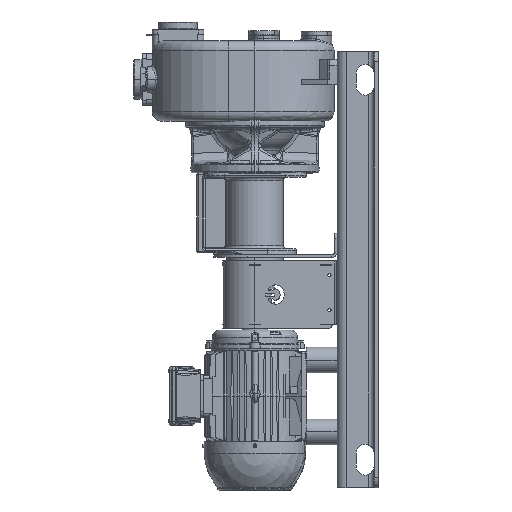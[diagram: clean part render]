
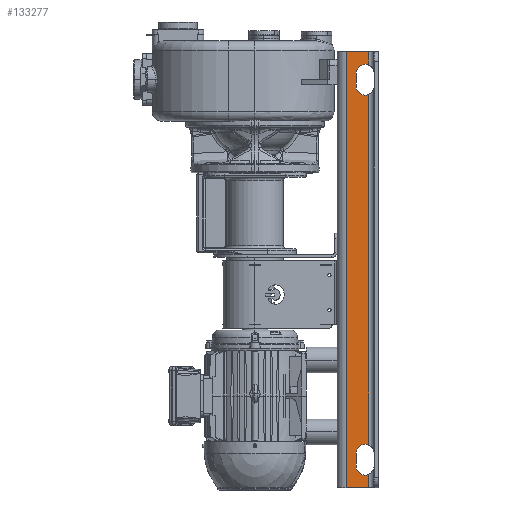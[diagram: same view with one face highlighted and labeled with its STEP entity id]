
A CAD part, left-side view. The second image highlights one B-rep face of the part: STEP entity #133277.
In plain terms, the highlighted planar face has unit normal (-1, 0, 0).
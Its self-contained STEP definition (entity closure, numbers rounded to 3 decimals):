
#26265=DIRECTION('',(0.,0.,-1.));
#26266=VECTOR('',#26265,850.);
#26267=CARTESIAN_POINT('',(-160.,-18.,30.5));
#26268=LINE('',#26267,#26266);
#44107=DIRECTION('',(0.,0.,-1.));
#44108=VECTOR('',#44107,25.);
#44109=CARTESIAN_POINT('',(-160.,-37.,-12.));
#44110=LINE('',#44109,#44108);
#44111=CARTESIAN_POINT('',(-160.,-54.5,-37.));
#44112=DIRECTION('',(1.,0.,0.));
#44113=DIRECTION('',(0.,-0.429,-0.904));
#44114=AXIS2_PLACEMENT_3D('',#44111,#44112,#44113);
#44116=DIRECTION('',(0.,0.,-1.));
#44117=VECTOR('',#44116,683.377);
#44118=CARTESIAN_POINT('',(-160.,-62.,-52.811));
#44119=LINE('',#44118,#44117);
#44120=CARTESIAN_POINT('',(-160.,-54.5,-752.));
#44121=DIRECTION('',(1.,0.,0.));
#44122=DIRECTION('',(0.,1.,0.));
#44123=AXIS2_PLACEMENT_3D('',#44120,#44121,#44122);
#44125=DIRECTION('',(0.,0.,-1.));
#44126=VECTOR('',#44125,25.);
#44127=CARTESIAN_POINT('',(-160.,-37.,-752.));
#44128=LINE('',#44127,#44126);
#44129=CARTESIAN_POINT('',(-160.,-54.5,-777.));
#44130=DIRECTION('',(1.,0.,0.));
#44131=DIRECTION('',(0.,-0.429,-0.904));
#44132=AXIS2_PLACEMENT_3D('',#44129,#44130,#44131);
#44134=DIRECTION('',(0.,0.,-1.));
#44135=VECTOR('',#44134,26.689);
#44136=CARTESIAN_POINT('',(-160.,-62.,-792.811));
#44137=LINE('',#44136,#44135);
#44138=DIRECTION('',(0.,0.,-1.));
#44139=VECTOR('',#44138,26.689);
#44140=CARTESIAN_POINT('',(-160.,-62.,30.5));
#44141=LINE('',#44140,#44139);
#44142=CARTESIAN_POINT('',(-160.,-54.5,-12.));
#44143=DIRECTION('',(1.,0.,0.));
#44144=DIRECTION('',(0.,1.,0.));
#44145=AXIS2_PLACEMENT_3D('',#44142,#44143,#44144);
#44201=CARTESIAN_POINT('',(-160.,-62.,-52.811));
#44207=CARTESIAN_POINT('',(-160.,-62.,-736.189));
#44349=CARTESIAN_POINT('',(-160.,-62.,3.811));
#44579=DIRECTION('',(0.,1.,0.));
#44580=VECTOR('',#44579,44.);
#44581=CARTESIAN_POINT('',(-160.,-62.,30.5));
#44582=LINE('',#44581,#44580);
#44687=CARTESIAN_POINT('',(-160.,-62.,-792.811));
#44899=DIRECTION('',(0.,1.,0.));
#44900=VECTOR('',#44899,44.);
#44901=CARTESIAN_POINT('',(-160.,-62.,-819.5));
#44902=LINE('',#44901,#44900);
#83726=CARTESIAN_POINT('',(-160.,-62.,30.5));
#83728=VERTEX_POINT('',#83726);
#83729=CARTESIAN_POINT('',(-160.,-18.,30.5));
#83730=VERTEX_POINT('',#83729);
#83742=CARTESIAN_POINT('',(-160.,-62.,-819.5));
#83744=VERTEX_POINT('',#83742);
#83745=CARTESIAN_POINT('',(-160.,-18.,-819.5));
#83746=VERTEX_POINT('',#83745);
#83866=VERTEX_POINT('',#44201);
#83869=VERTEX_POINT('',#44349);
#83871=VERTEX_POINT('',#44687);
#83874=VERTEX_POINT('',#44207);
#83875=CARTESIAN_POINT('',(-160.,-37.,-12.));
#83876=CARTESIAN_POINT('',(-160.,-37.,-37.));
#83877=VERTEX_POINT('',#83875);
#83878=VERTEX_POINT('',#83876);
#83879=CARTESIAN_POINT('',(-160.,-37.,-777.));
#83880=VERTEX_POINT('',#83879);
#83881=CARTESIAN_POINT('',(-160.,-37.,-752.));
#83882=VERTEX_POINT('',#83881);
#133248=CARTESIAN_POINT('',(-160.,-62.,30.5));
#133249=DIRECTION('',(-1.,0.,0.));
#133250=DIRECTION('',(0.,1.,0.));
#133251=AXIS2_PLACEMENT_3D('',#133248,#133249,#133250);
#133252=PLANE('',#133251);
#133253=ORIENTED_EDGE('',*,*,#133238,.T.);
#133255=ORIENTED_EDGE('',*,*,#133254,.F.);
#133257=ORIENTED_EDGE('',*,*,#133256,.T.);
#133259=ORIENTED_EDGE('',*,*,#133258,.F.);
#133261=ORIENTED_EDGE('',*,*,#133260,.T.);
#133263=ORIENTED_EDGE('',*,*,#133262,.F.);
#133265=ORIENTED_EDGE('',*,*,#133264,.T.);
#133267=ORIENTED_EDGE('',*,*,#133266,.T.);
#133268=ORIENTED_EDGE('',*,*,#110339,.F.);
#133270=ORIENTED_EDGE('',*,*,#133269,.F.);
#133272=ORIENTED_EDGE('',*,*,#133271,.T.);
#133274=ORIENTED_EDGE('',*,*,#133273,.F.);
#133275=EDGE_LOOP('',(#133253,#133255,#133257,#133259,#133261,#133263,#133265,
#133267,#133268,#133270,#133272,#133274));
#133276=FACE_OUTER_BOUND('',#133275,.F.);
#133277=ADVANCED_FACE('',(#133276),#133252,.T.);
#44115=CIRCLE('',#44114,17.5);
#44124=CIRCLE('',#44123,17.5);
#44133=CIRCLE('',#44132,17.5);
#44146=CIRCLE('',#44145,17.5);
#110339=EDGE_CURVE('',#83730,#83746,#26268,.T.);
#133238=EDGE_CURVE('',#83877,#83878,#44110,.T.);
#133254=EDGE_CURVE('',#83866,#83878,#44115,.T.);
#133256=EDGE_CURVE('',#83866,#83874,#44119,.T.);
#133258=EDGE_CURVE('',#83882,#83874,#44124,.T.);
#133260=EDGE_CURVE('',#83882,#83880,#44128,.T.);
#133262=EDGE_CURVE('',#83871,#83880,#44133,.T.);
#133264=EDGE_CURVE('',#83871,#83744,#44137,.T.);
#133266=EDGE_CURVE('',#83744,#83746,#44902,.T.);
#133269=EDGE_CURVE('',#83728,#83730,#44582,.T.);
#133271=EDGE_CURVE('',#83728,#83869,#44141,.T.);
#133273=EDGE_CURVE('',#83877,#83869,#44146,.T.);
